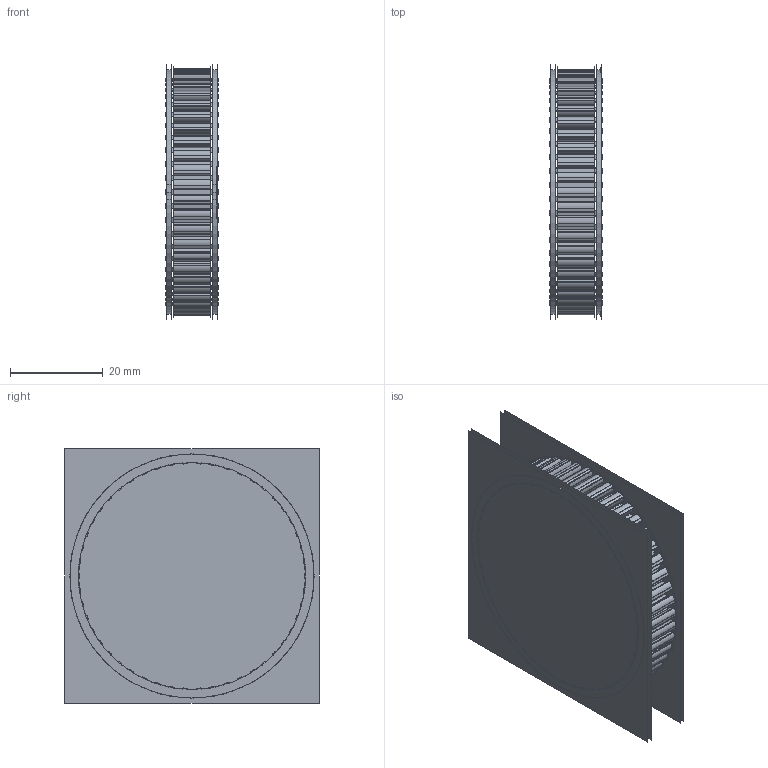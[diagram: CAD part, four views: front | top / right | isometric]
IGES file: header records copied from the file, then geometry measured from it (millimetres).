
Start section:  PTC IGES file: fe453z.igs
Global section: file name: fe453z.igs; native system: Creo Parametric by Parametric Technology Corporation; preprocessor: 2013150; author: sales 4; organization: Unknown; date: 20140324.141915; units: millimetre
Bounding box: 11.44 x 54.91 x 54.91 mm (x, y, z)
Volume: 3332.6 mm3; surface area: 86340.1 mm2
Topology: 51 solids, 51 shells, 3664 faces, 19766 edges, 25184 vertices
Faces by surface type: revolution 2008, bspline 1656
